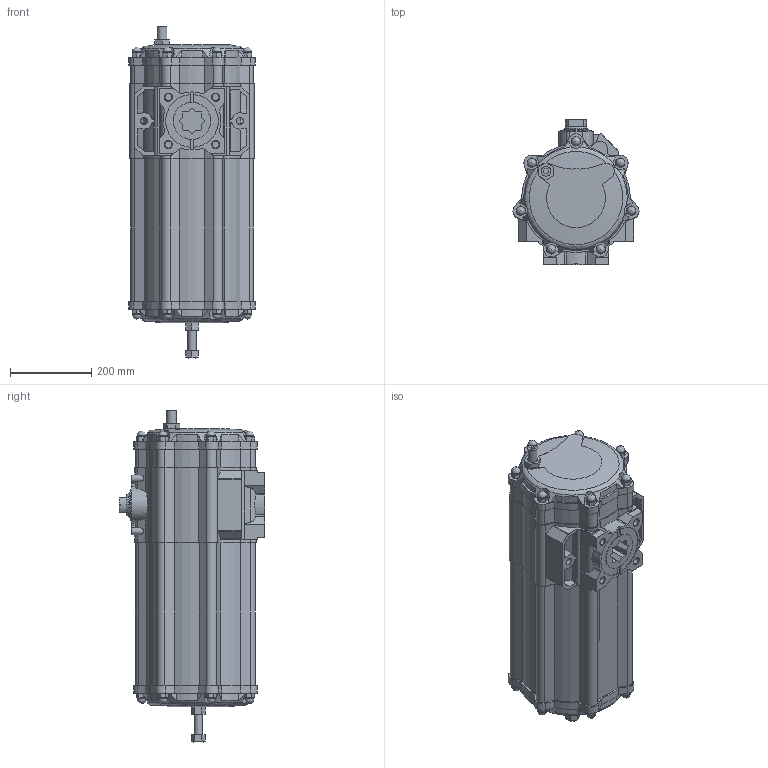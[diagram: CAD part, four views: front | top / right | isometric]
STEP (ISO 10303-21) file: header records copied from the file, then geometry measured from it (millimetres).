
FILE_DESCRIPTION(/* description */ ('STEP AP214'),/* implementation_level */ '2;1');
FILE_NAME(/* name */ '553245_DAPS-1440-090-RS4-F16-T6',/* time_stamp */ '2024-08-13T17:58:06+02:00',/* author */ ('License CC BY-ND 4.0'),/* organization */ ('CADENAS'),/* preprocessor_version */ 'ST-DEVELOPER v19.3',/* originating_system */ 'PARTsolutions',/* authorisation */ ' ');
FILE_SCHEMA (('AUTOMOTIVE_DESIGN {1 0 10303 214 3 1 1}'));
Length unit declared in the file: millimetre
Products named in the file (3): 553245 DAPS-1440-090-RS4-F16-T6---0; 553245 DAPS-1440-090-RS4-F16-T6---(1); 553245 DAPS-1440-090-RS4-F16-T6---(2)
Assembly tree (2 placements, depth 2):
  553245 DAPS-1440-090-RS4-F16-T6---0
    553245 DAPS-1440-090-RS4-F16-T6---(1)
    553245 DAPS-1440-090-RS4-F16-T6---(2)
Bounding box: 310.91 x 359 x 819.2 mm (x, y, z)
Volume: 1689613.4 mm3; surface area: 1144843.1 mm2
Topology: 1 solids, 2 shells, 800 faces, 2155 edges, 1388 vertices
Faces by surface type: plane 503, cylinder 240, cone 35, sphere 14, torus 8
Full cylindrical faces by diameter (mm): 4.134 x4, 4.917 x5, 14.95 x2, 17.294 x4, 17.5 x2, 20 x1, 22 x14, 24 x1, 30 x1, 56 x1, 61.2 x1, 75 x2, 92 x2
Entity records: 24475 total; most frequent: CARTESIAN_POINT 4858, DIRECTION 4080, ORIENTED_EDGE 4024, EDGE_CURVE 2012, AXIS2_PLACEMENT_3D 1405, VERTEX_POINT 1332, LINE 1270, VECTOR 1270
